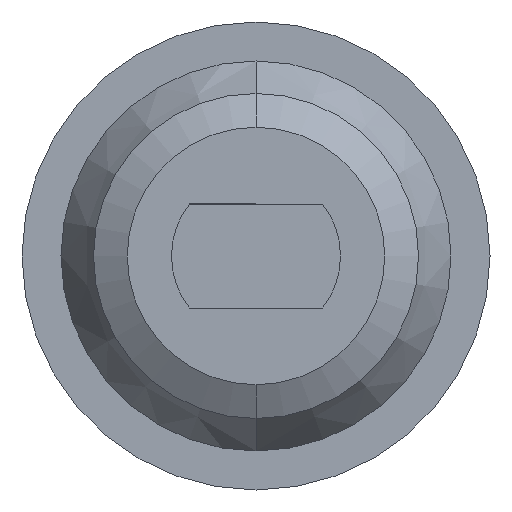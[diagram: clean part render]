
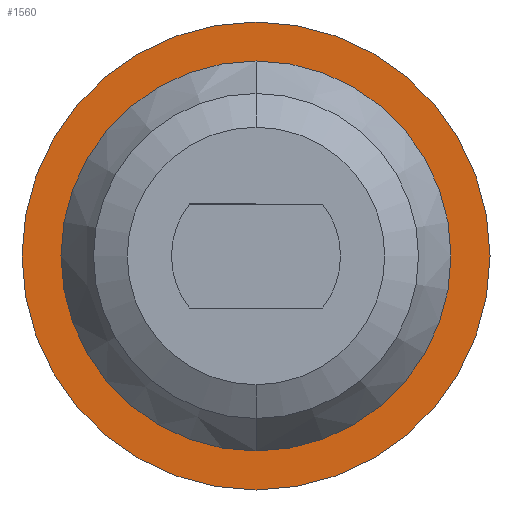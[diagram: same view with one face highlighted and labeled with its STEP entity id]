
A CAD part, front view. The second image highlights one B-rep face of the part: STEP entity #1560.
In plain terms, the highlighted planar face has unit normal (0, -1, 0).
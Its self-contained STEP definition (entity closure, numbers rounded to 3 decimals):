
#174 = DIRECTION ( 'NONE',  ( 0., -1., 0. ) ) ;
#337 = CIRCLE ( 'NONE', #2119, 1.8 ) ;
#419 = CIRCLE ( 'NONE', #2933, 1.5 ) ;
#540 = CARTESIAN_POINT ( 'NONE',  ( 0., 27.8, -1.8 ) ) ;
#631 = DIRECTION ( 'NONE',  ( 0., 0., -1. ) ) ;
#728 = EDGE_LOOP ( 'NONE', ( #1082, #2848 ) ) ;
#737 = EDGE_CURVE ( 'Defeature ausgef�hrt2_5+Defeature ausgef�hrt2_3+Defeature ausgef�hrt2_3+Defeature ausgef�hrt2_3', #2511, #3990, #4592, .T. ) ;
#752 = DIRECTION ( 'NONE',  ( 0., 0., -1. ) ) ;
#1082 = ORIENTED_EDGE ( 'NONE', *, *, #3763, .F. ) ;
#1110 = DIRECTION ( 'NONE',  ( 0., -1., 0. ) ) ;
#1560 = ADVANCED_FACE ( 'Defeature ausgef�hrt2_5', ( #2578, #3122 ), #1896, .T. ) ;
#1571 = CIRCLE ( 'NONE', #4637, 1.5 ) ;
#1587 = CARTESIAN_POINT ( 'NONE',  ( 0., 27.8, 0. ) ) ;
#1592 = CARTESIAN_POINT ( 'NONE',  ( 0., 27.8, -1.5 ) ) ;
#1691 = CARTESIAN_POINT ( 'NONE',  ( 0., 27.8, 0. ) ) ;
#1853 = ORIENTED_EDGE ( 'NONE', *, *, #737, .T. ) ;
#1896 = PLANE ( 'NONE',  #4356 ) ;
#1921 = DIRECTION ( 'NONE',  ( 0., 0., -1. ) ) ;
#1930 = DIRECTION ( 'NONE',  ( 0., -1., 0. ) ) ;
#2024 = DIRECTION ( 'NONE',  ( 0., -1., 0. ) ) ;
#2119 = AXIS2_PLACEMENT_3D ( 'NONE', #3229, #1110, #1921 ) ;
#2511 = VERTEX_POINT ( 'NONE', #540 ) ;
#2578 = FACE_OUTER_BOUND ( 'NONE', #4913, .T. ) ;
#2610 = CARTESIAN_POINT ( 'NONE',  ( 0., 27.8, 1.8 ) ) ;
#2738 = VERTEX_POINT ( 'NONE', #1592 ) ;
#2848 = ORIENTED_EDGE ( 'NONE', *, *, #4548, .F. ) ;
#2933 = AXIS2_PLACEMENT_3D ( 'NONE', #3626, #174, #3151 ) ;
#3122 = FACE_BOUND ( 'NONE', #728, .T. ) ;
#3151 = DIRECTION ( 'NONE',  ( 0., 0., -1. ) ) ;
#3163 = EDGE_CURVE ( 'Defeature ausgef�hrt2_5+Defeature ausgef�hrt2_3+Defeature ausgef�hrt2_3+Defeature ausgef�hrt2_3', #3990, #2511, #337, .T. ) ;
#3229 = CARTESIAN_POINT ( 'NONE',  ( 0., 27.8, 0. ) ) ;
#3362 = CARTESIAN_POINT ( 'NONE',  ( 0., 27.8, 1.5 ) ) ;
#3626 = CARTESIAN_POINT ( 'NONE',  ( 0., 27.8, 0. ) ) ;
#3763 = EDGE_CURVE ( 'Defeature ausgef�hrt2_6+Defeature ausgef�hrt2_5+Defeature ausgef�hrt2_5+Defeature ausgef�hrt2_5', #2738, #4260, #1571, .T. ) ;
#3990 = VERTEX_POINT ( 'NONE', #2610 ) ;
#3991 = ORIENTED_EDGE ( 'NONE', *, *, #3163, .T. ) ;
#4058 = CARTESIAN_POINT ( 'NONE',  ( 1.5, 27.8, 0. ) ) ;
#4260 = VERTEX_POINT ( 'NONE', #3362 ) ;
#4356 = AXIS2_PLACEMENT_3D ( 'NONE', #4058, #1930, #631 ) ;
#4548 = EDGE_CURVE ( 'Defeature ausgef�hrt2_6+Defeature ausgef�hrt2_5+Defeature ausgef�hrt2_5+Defeature ausgef�hrt2_5', #4260, #2738, #419, .T. ) ;
#4592 = CIRCLE ( 'NONE', #5168, 1.8 ) ;
#4637 = AXIS2_PLACEMENT_3D ( 'NONE', #1691, #4649, #5416 ) ;
#4649 = DIRECTION ( 'NONE',  ( 0., -1., 0. ) ) ;
#4913 = EDGE_LOOP ( 'NONE', ( #1853, #3991 ) ) ;
#5168 = AXIS2_PLACEMENT_3D ( 'NONE', #1587, #2024, #752 ) ;
#5416 = DIRECTION ( 'NONE',  ( 0., 0., -1. ) ) ;
